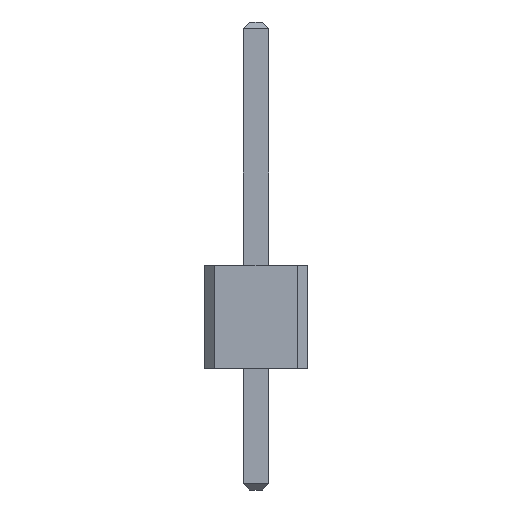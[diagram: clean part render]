
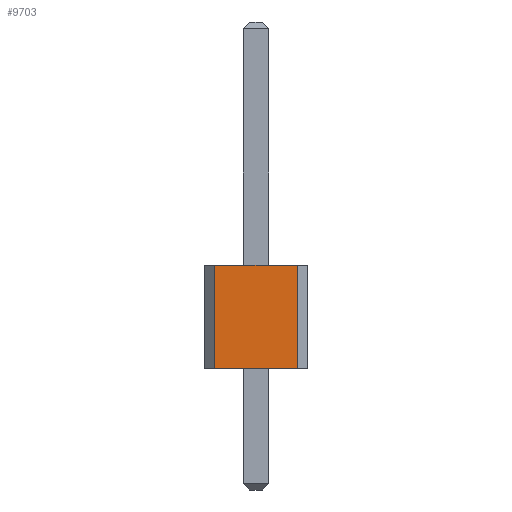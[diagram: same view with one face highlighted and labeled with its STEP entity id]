
A CAD part, front view. The second image highlights one B-rep face of the part: STEP entity #9703.
In plain terms, the highlighted planar face has unit normal (0, -1, 0).
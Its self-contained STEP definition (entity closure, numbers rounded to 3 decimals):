
#198=FACE_OUTER_BOUND('',#780,.T.);
#780=EDGE_LOOP('',(#6894,#6895,#6896,#6897));
#1193=LINE('',#13066,#2493);
#1413=LINE('',#13506,#2713);
#1771=LINE('',#14220,#3071);
#1773=LINE('',#14224,#3073);
#2493=VECTOR('',#10678,1.);
#2713=VECTOR('',#10900,1.);
#3071=VECTOR('',#11526,1.);
#3073=VECTOR('',#11532,1.);
#3791=VERTEX_POINT('',#13063);
#3792=VERTEX_POINT('',#13065);
#4010=VERTEX_POINT('',#13504);
#4011=VERTEX_POINT('',#13505);
#4601=EDGE_CURVE('',#3792,#3791,#1193,.T.);
#4821=EDGE_CURVE('',#4010,#4011,#1413,.T.);
#5179=EDGE_CURVE('',#3792,#4010,#1771,.T.);
#5181=EDGE_CURVE('',#3791,#4011,#1773,.T.);
#6894=ORIENTED_EDGE('',*,*,#5179,.F.);
#6895=ORIENTED_EDGE('',*,*,#4601,.T.);
#6896=ORIENTED_EDGE('',*,*,#5181,.T.);
#6897=ORIENTED_EDGE('',*,*,#4821,.F.);
#8626=PLANE('',#10255);
#9703=ADVANCED_FACE('',(#198),#8626,.F.);
#10255=AXIS2_PLACEMENT_3D('',#14223,#11530,#11531);
#10678=DIRECTION('',(1.,0.,0.));
#10900=DIRECTION('',(1.,0.,0.));
#11526=DIRECTION('',(0.,0.,1.));
#11530=DIRECTION('center_axis',(0.,1.,0.));
#11531=DIRECTION('ref_axis',(1.,0.,0.));
#11532=DIRECTION('',(0.,0.,1.));
#13063=CARTESIAN_POINT('',(1.016,-57.15,0.));
#13065=CARTESIAN_POINT('',(-1.016,-57.15,0.));
#13066=CARTESIAN_POINT('',(-1.016,-57.15,0.));
#13504=CARTESIAN_POINT('',(-1.016,-57.15,2.54));
#13505=CARTESIAN_POINT('',(1.016,-57.15,2.54));
#13506=CARTESIAN_POINT('',(-1.016,-57.15,2.54));
#14220=CARTESIAN_POINT('',(-1.016,-57.15,0.));
#14223=CARTESIAN_POINT('Origin',(-1.016,-57.15,0.));
#14224=CARTESIAN_POINT('',(1.016,-57.15,0.));
